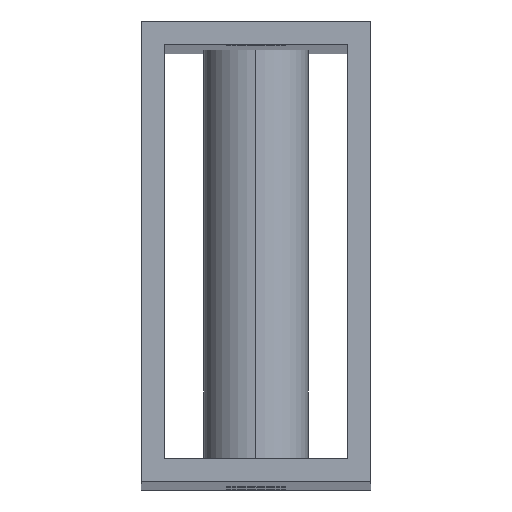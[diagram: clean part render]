
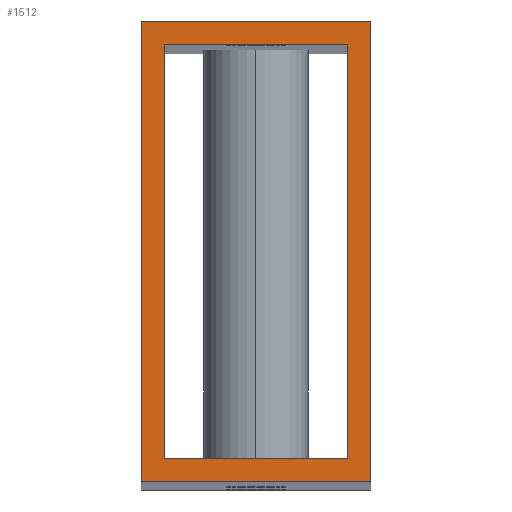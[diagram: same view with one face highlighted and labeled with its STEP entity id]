
A CAD part, top view. The second image highlights one B-rep face of the part: STEP entity #1512.
In plain terms, the highlighted planar face has unit normal (0, 0, 1).
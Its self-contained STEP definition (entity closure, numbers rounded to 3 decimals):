
#22 = VECTOR ( 'NONE', #830, 1000. ) ;
#27 = PLANE ( 'NONE',  #701 ) ;
#28 = CARTESIAN_POINT ( 'NONE',  ( 0., 38., 342.5 ) ) ;
#31 = LINE ( 'NONE', #1090, #71 ) ;
#35 = DIRECTION ( 'NONE',  ( 0., 0., -1. ) ) ;
#71 = VECTOR ( 'NONE', #147, 1000. ) ;
#129 = VERTEX_POINT ( 'NONE', #265 ) ;
#147 = DIRECTION ( 'NONE',  ( 1., 0., 0. ) ) ;
#164 = DIRECTION ( 'NONE',  ( 1., 0., 0. ) ) ;
#180 = VERTEX_POINT ( 'NONE', #1109 ) ;
#203 = EDGE_CURVE ( 'NONE', #180, #1370, #400, .T. ) ;
#214 = EDGE_CURVE ( 'NONE', #842, #973, #882, .T. ) ;
#254 = CARTESIAN_POINT ( 'NONE',  ( -93., 2., 342.5 ) ) ;
#265 = CARTESIAN_POINT ( 'NONE',  ( -111., 0., 342.5 ) ) ;
#283 = CARTESIAN_POINT ( 'NONE',  ( -93., 40., 342.5 ) ) ;
#302 = ORIENTED_EDGE ( 'NONE', *, *, #702, .F. ) ;
#314 = DIRECTION ( 'NONE',  ( 1., 0., 0. ) ) ;
#333 = LINE ( 'NONE', #826, #1508 ) ;
#349 = VECTOR ( 'NONE', #660, 1000. ) ;
#381 = CARTESIAN_POINT ( 'NONE',  ( -109., 2., 342.5 ) ) ;
#400 = LINE ( 'NONE', #283, #947 ) ;
#402 = VECTOR ( 'NONE', #1473, 1000. ) ;
#417 = LINE ( 'NONE', #1386, #349 ) ;
#456 = EDGE_CURVE ( 'NONE', #842, #129, #940, .T. ) ;
#503 = CARTESIAN_POINT ( 'NONE',  ( -91., 40., 342.5 ) ) ;
#539 = ORIENTED_EDGE ( 'NONE', *, *, #557, .T. ) ;
#545 = CARTESIAN_POINT ( 'NONE',  ( 0., 2., 342.5 ) ) ;
#557 = EDGE_CURVE ( 'NONE', #129, #1231, #31, .T. ) ;
#615 = FACE_OUTER_BOUND ( 'NONE', #1126, .T. ) ;
#631 = CARTESIAN_POINT ( 'NONE',  ( -91., 40., 342.5 ) ) ;
#660 = DIRECTION ( 'NONE',  ( 0., -1., 0. ) ) ;
#701 = AXIS2_PLACEMENT_3D ( 'NONE', #503, #35, #873 ) ;
#702 = EDGE_CURVE ( 'NONE', #973, #1231, #417, .T. ) ;
#812 = CARTESIAN_POINT ( 'NONE',  ( -91., 0., 342.5 ) ) ;
#826 = CARTESIAN_POINT ( 'NONE',  ( -109., 40., 342.5 ) ) ;
#830 = DIRECTION ( 'NONE',  ( 0., -1., 0. ) ) ;
#842 = VERTEX_POINT ( 'NONE', #944 ) ;
#861 = LINE ( 'NONE', #28, #402 ) ;
#872 = ORIENTED_EDGE ( 'NONE', *, *, #456, .T. ) ;
#873 = DIRECTION ( 'NONE',  ( -1., 0., 0. ) ) ;
#882 = LINE ( 'NONE', #1337, #1345 ) ;
#894 = ORIENTED_EDGE ( 'NONE', *, *, #214, .F. ) ;
#940 = LINE ( 'NONE', #1179, #22 ) ;
#944 = CARTESIAN_POINT ( 'NONE',  ( -111., 40., 342.5 ) ) ;
#947 = VECTOR ( 'NONE', #1462, 1000. ) ;
#973 = VERTEX_POINT ( 'NONE', #631 ) ;
#1021 = VERTEX_POINT ( 'NONE', #381 ) ;
#1027 = EDGE_CURVE ( 'NONE', #1208, #180, #861, .T. ) ;
#1029 = CARTESIAN_POINT ( 'NONE',  ( -109., 38., 342.5 ) ) ;
#1090 = CARTESIAN_POINT ( 'NONE',  ( -91., 0., 342.5 ) ) ;
#1095 = FACE_BOUND ( 'NONE', #1388, .T. ) ;
#1109 = CARTESIAN_POINT ( 'NONE',  ( -93., 38., 342.5 ) ) ;
#1126 = EDGE_LOOP ( 'NONE', ( #539, #302, #894, #872 ) ) ;
#1179 = CARTESIAN_POINT ( 'NONE',  ( -111., 40., 342.5 ) ) ;
#1192 = ORIENTED_EDGE ( 'NONE', *, *, #203, .T. ) ;
#1208 = VERTEX_POINT ( 'NONE', #1029 ) ;
#1214 = EDGE_CURVE ( 'NONE', #1208, #1021, #333, .T. ) ;
#1231 = VERTEX_POINT ( 'NONE', #812 ) ;
#1337 = CARTESIAN_POINT ( 'NONE',  ( -91., 40., 342.5 ) ) ;
#1345 = VECTOR ( 'NONE', #164, 1000. ) ;
#1370 = VERTEX_POINT ( 'NONE', #254 ) ;
#1386 = CARTESIAN_POINT ( 'NONE',  ( -91., 40., 342.5 ) ) ;
#1388 = EDGE_LOOP ( 'NONE', ( #1467, #1464, #1521, #1192 ) ) ;
#1415 = DIRECTION ( 'NONE',  ( 0., -1., 0. ) ) ;
#1462 = DIRECTION ( 'NONE',  ( 0., -1., 0. ) ) ;
#1464 = ORIENTED_EDGE ( 'NONE', *, *, #1214, .F. ) ;
#1467 = ORIENTED_EDGE ( 'NONE', *, *, #1540, .F. ) ;
#1473 = DIRECTION ( 'NONE',  ( 1., 0., 0. ) ) ;
#1482 = VECTOR ( 'NONE', #314, 1000. ) ;
#1498 = LINE ( 'NONE', #545, #1482 ) ;
#1508 = VECTOR ( 'NONE', #1415, 1000. ) ;
#1512 = ADVANCED_FACE ( 'NONE', ( #615, #1095 ), #27, .F. ) ;
#1521 = ORIENTED_EDGE ( 'NONE', *, *, #1027, .T. ) ;
#1540 = EDGE_CURVE ( 'NONE', #1021, #1370, #1498, .T. ) ;
